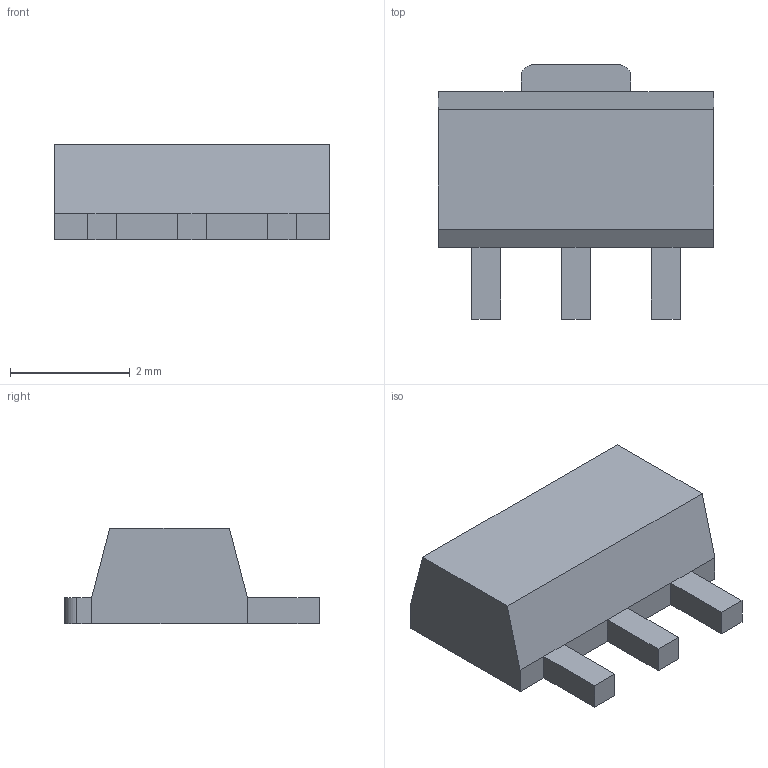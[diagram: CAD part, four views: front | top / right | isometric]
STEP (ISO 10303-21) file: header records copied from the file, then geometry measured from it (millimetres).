
FILE_DESCRIPTION (( 'STEP AP214' ), '1' );
FILE_NAME ('SOT-89-3.STEP', '2012-04-04T19:43:37', ( 'JFDuval' ), ( '' ), 'SwSTEP 2.0', 'SolidWorks 2010', '' );
FILE_SCHEMA (( 'AUTOMOTIVE_DESIGN' ));
Length unit declared in the file: millimetre
Products named in the file (1): SOT-89-3
Bounding box: 4.6 x 4.25 x 1.6 mm (x, y, z)
Volume: 18.7 mm3; surface area: 52.4 mm2
Topology: 1 solids, 1 shells, 30 faces, 76 edges, 48 vertices
Faces by surface type: plane 28, cylinder 2
Entity records: 1244 total; most frequent: CARTESIAN_POINT 155, ORIENTED_EDGE 152, DIRECTION 142, EDGE_CURVE 76, LINE 72, VECTOR 72, VERTEX_POINT 48, AXIS2_PLACEMENT_3D 35
